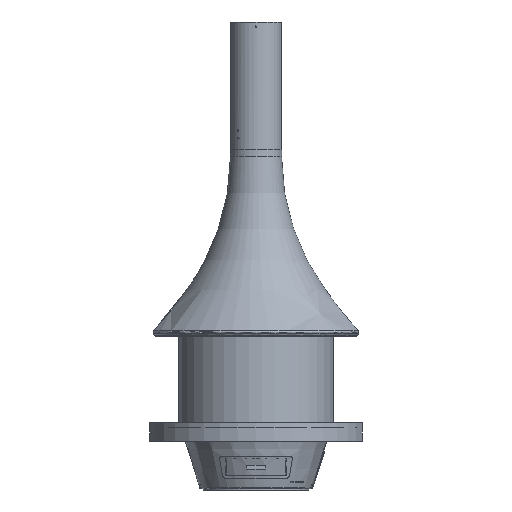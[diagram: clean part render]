
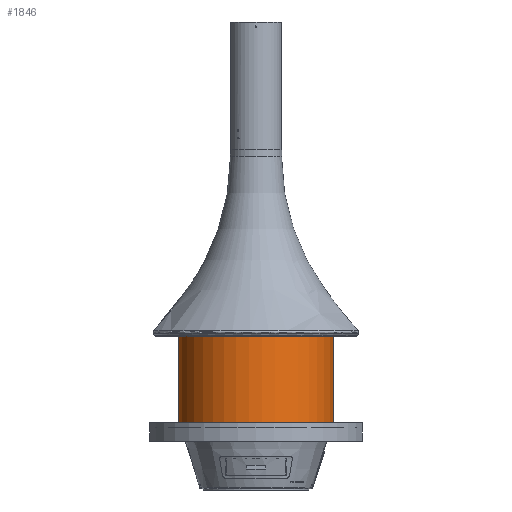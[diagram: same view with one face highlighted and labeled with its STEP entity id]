
A CAD part, front view. The second image highlights one B-rep face of the part: STEP entity #1846.
In plain terms, the highlighted cylindrical face has radius 416 mm (diameter 832 mm), a partial arc.
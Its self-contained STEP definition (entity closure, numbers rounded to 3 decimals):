
#1846=ADVANCED_FACE('',(#4529),#4530,.T.);
#4529=FACE_OUTER_BOUND('',#8562,.T.);
#4530=CYLINDRICAL_SURFACE('',#8563,416.0);
#8562=EDGE_LOOP('',(#12718,#12719,#12720,#12721));
#8563=AXIS2_PLACEMENT_3D('',#12722,#12723,#12724);
#12718=ORIENTED_EDGE('',*,*,#24653,.T.);
#12719=ORIENTED_EDGE('',*,*,#24654,.F.);
#12720=ORIENTED_EDGE('',*,*,#24655,.F.);
#12721=ORIENTED_EDGE('',*,*,#24649,.T.);
#12722=CARTESIAN_POINT('',(0.,0.,837.0));
#12723=DIRECTION('',(0.0,0.0,-1.0));
#12724=DIRECTION('',(-1.0,0.0,0.0));
#24649=EDGE_CURVE('',#29245,#29243,#29246,.T.);
#24653=EDGE_CURVE('',#29243,#29251,#29252,.T.);
#24654=EDGE_CURVE('',#29253,#29251,#29254,.T.);
#24655=EDGE_CURVE('',#29245,#29253,#29255,.T.);
#29243=VERTEX_POINT('',#36022);
#29245=VERTEX_POINT('',#36025);
#29246=LINE('',#36026,#36027);
#29251=VERTEX_POINT('',#36034);
#29252=CIRCLE('',#36035,416.0);
#29253=VERTEX_POINT('',#36036);
#29254=LINE('',#36037,#36038);
#29255=CIRCLE('',#36039,416.0);
#36022=CARTESIAN_POINT('',(-411.313,-62.27,337.0));
#36025=CARTESIAN_POINT('',(-411.313,-62.27,837.0));
#36026=CARTESIAN_POINT('',(-411.313,-62.27,837.0));
#36027=VECTOR('',#49609,1.0);
#36034=CARTESIAN_POINT('',(410.404,-68.002,337.0));
#36035=AXIS2_PLACEMENT_3D('',#49612,#49613,#49614);
#36036=CARTESIAN_POINT('',(410.404,-68.002,837.0));
#36037=CARTESIAN_POINT('',(410.404,-68.002,837.0));
#36038=VECTOR('',#49615,1.0);
#36039=AXIS2_PLACEMENT_3D('',#49616,#49617,#49618);
#49609=DIRECTION('',(0.0,0.0,-1.0));
#49612=CARTESIAN_POINT('',(0.,0.,337.0));
#49613=DIRECTION('',(0.0,0.0,1.0));
#49614=DIRECTION('',(1.0,0.0,0.0));
#49615=DIRECTION('',(0.0,0.0,-1.0));
#49616=CARTESIAN_POINT('',(0.,0.,837.0));
#49617=DIRECTION('',(0.0,0.0,1.0));
#49618=DIRECTION('',(1.0,0.0,0.0));
